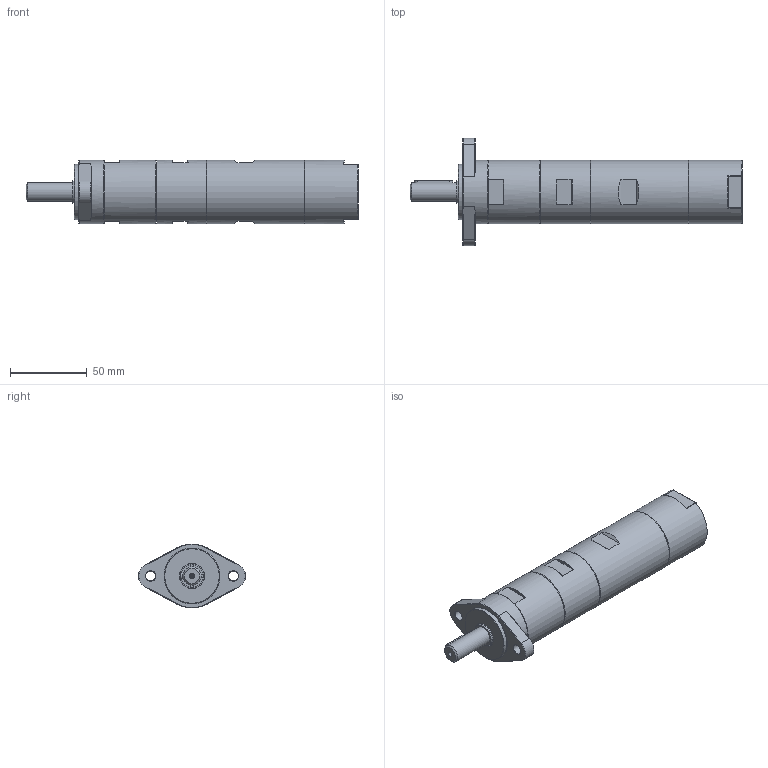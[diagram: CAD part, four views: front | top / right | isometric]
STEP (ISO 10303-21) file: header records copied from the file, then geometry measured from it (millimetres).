
FILE_DESCRIPTION((''),'2;1');
FILE_NAME('stp-Dummy MRD 38-160 F54 216,7mm.stp','2013-07-09T13:30:27',('tpeskos'),(''),'Autodesk Inventor 2013','Autodesk Inventor 2013','');
FILE_SCHEMA(('AUTOMOTIVE_DESIGN { 1 0 10303 214 1 1 1 1 }'));
Length unit declared in the file: millimetre
Products named in the file (1): stp-Dummy MRD 38-160 F54 216,7mm
Bounding box: 216.7 x 69.94 x 41.5 mm (x, y, z)
Volume: 252558.1 mm3; surface area: 31560.9 mm2
Topology: 1 solids, 1 shells, 189 faces, 465 edges, 293 vertices
Faces by surface type: plane 121, cone 42, cylinder 19, bspline 7
Full cylindrical faces by diameter (mm): 1.6 x1, 6.5 x2, 11.445 x2, 12 x1, 15 x1, 16 x1, 36 x2, 41.5 x5
Entity records: 5365 total; most frequent: CARTESIAN_POINT 1202, ORIENTED_EDGE 838, DIRECTION 810, EDGE_CURVE 419, VERTEX_POINT 285, AXIS2_PLACEMENT_3D 278, VECTOR 254, LINE 254
